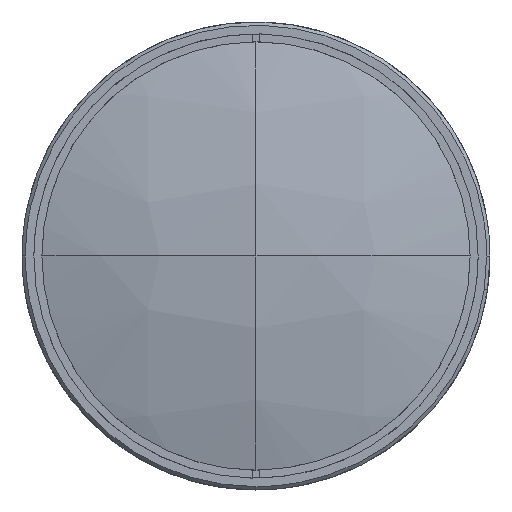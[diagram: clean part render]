
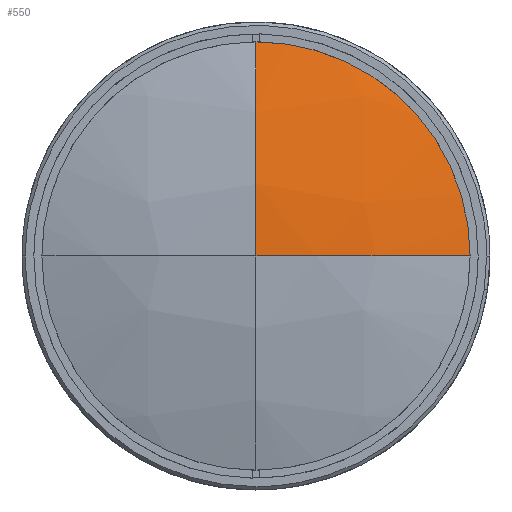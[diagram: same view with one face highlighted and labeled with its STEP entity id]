
A CAD part, left-side view. The second image highlights one B-rep face of the part: STEP entity #550.
In plain terms, the highlighted spherical face has radius 456.634 mm.
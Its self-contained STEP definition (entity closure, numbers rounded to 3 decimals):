
#550 = ADVANCED_FACE ( 'NONE', ( #8828 ), #19027, .F. ) ;
#2224 = CARTESIAN_POINT ( 'NONE',  ( 20.836, -16.768, 127.274 ) ) ;
#5147 = CARTESIAN_POINT ( 'NONE',  ( 20.836, -128.1, 0. ) ) ;
#5750 = CARTESIAN_POINT ( 'NONE',  ( 20.836, 0., 128.1 ) ) ;
#6236 = CARTESIAN_POINT ( 'NONE',  ( 459.134, 0., 0. ) ) ;
#6288 = DIRECTION ( 'NONE',  ( -1., 0., 0. ) ) ;
#6332 = CARTESIAN_POINT ( 'NONE',  ( 10.174, -86.125, 0. ) ) ;
#8286 = CARTESIAN_POINT ( 'NONE',  ( 20.836, -111.169, 64.197 ) ) ;
#8828 = FACE_OUTER_BOUND ( 'NONE', #14356, .T. ) ;
#9591 = DIRECTION ( 'NONE',  ( 0., 1., 0. ) ) ;
#11583 = ORIENTED_EDGE ( 'NONE', *, *, #13626, .F. ) ;
#13241 = AXIS2_PLACEMENT_3D ( 'NONE', #6236, #9591, #22106 ) ;
#13626 = EDGE_CURVE ( 'NONE', #32189, #34571, #25555, .T. ) ;
#13854 = CARTESIAN_POINT ( 'NONE',  ( 2.5, 0., 0. ) ) ;
#14356 = EDGE_LOOP ( 'NONE', ( #19723, #36664, #11583 ) ) ;
#14942 = CARTESIAN_POINT ( 'NONE',  ( 20.836, -78.14, 101.853 ) ) ;
#17480 = CARTESIAN_POINT ( 'NONE',  ( 20.836, -121.557, 41.276 ) ) ;
#17881 = CARTESIAN_POINT ( 'NONE',  ( 20.836, -124.003, 33.214 ) ) ;
#17956 = VERTEX_POINT ( 'NONE', #40979 ) ;
#18330 = AXIS2_PLACEMENT_3D ( 'NONE', #34498, #30955, #6288 ) ;
#19027 = SPHERICAL_SURFACE ( 'NONE', #18330, 456.634 ) ;
#19723 = ORIENTED_EDGE ( 'NONE', *, *, #38590, .T. ) ;
#21013 = CARTESIAN_POINT ( 'NONE',  ( 20.836, -101.853, 78.14 ) ) ;
#21657 = B_SPLINE_CURVE_WITH_KNOTS ( 'NONE', 3,
 ( #22210, #34958, #6332, #38720, #22625, #13854 ),
 .UNSPECIFIED., .F., .F.,
 ( 4, 2, 4 ),
 ( 0., 0.25, 0.5 ),
 .UNSPECIFIED. ) ;
#22106 = DIRECTION ( 'NONE',  ( -1., 0., 0. ) ) ;
#22210 = CARTESIAN_POINT ( 'NONE',  ( 20.836, -128.1, 0. ) ) ;
#22625 = CARTESIAN_POINT ( 'NONE',  ( 2.5, -21.64, 0. ) ) ;
#24955 = CARTESIAN_POINT ( 'NONE',  ( 20.836, -84.652, 96.509 ) ) ;
#25371 = CARTESIAN_POINT ( 'NONE',  ( 20.836, -41.276, 121.557 ) ) ;
#25555 = B_SPLINE_CURVE_WITH_KNOTS ( 'NONE', 3,
 ( #5147, #26888, #30412, #17881, #17480, #27290, #8286, #21013, #30623, #24955, #14942, #28305, #40426, #25371, #38132, #2224, #34166, #5750 ),
 .UNSPECIFIED., .F., .F.,
 ( 4, 2, 2, 2, 2, 2, 2, 2, 4 ),
 ( 0., 0.063, 0.125, 0.188, 0.25, 0.313, 0.375, 0.438, 0.5 ),
 .UNSPECIFIED. ) ;
#26035 = EDGE_CURVE ( 'NONE', #17956, #34571, #31226, .T. ) ;
#26888 = CARTESIAN_POINT ( 'NONE',  ( 20.836, -128.1, 8.384 ) ) ;
#27290 = CARTESIAN_POINT ( 'NONE',  ( 20.836, -115.141, 56.768 ) ) ;
#28305 = CARTESIAN_POINT ( 'NONE',  ( 20.836, -64.197, 111.169 ) ) ;
#30412 = CARTESIAN_POINT ( 'NONE',  ( 20.836, -127.274, 16.768 ) ) ;
#30623 = CARTESIAN_POINT ( 'NONE',  ( 20.836, -96.509, 84.652 ) ) ;
#30955 = DIRECTION ( 'NONE',  ( 0., -1., 0. ) ) ;
#31226 = CIRCLE ( 'NONE', #13241, 456.634 ) ;
#32189 = VERTEX_POINT ( 'NONE', #33918 ) ;
#33918 = CARTESIAN_POINT ( 'NONE',  ( 20.836, -128.1, 0. ) ) ;
#34038 = CARTESIAN_POINT ( 'NONE',  ( 20.836, 0., 128.1 ) ) ;
#34166 = CARTESIAN_POINT ( 'NONE',  ( 20.836, -8.384, 128.1 ) ) ;
#34498 = CARTESIAN_POINT ( 'NONE',  ( 459.134, 0., 0. ) ) ;
#34571 = VERTEX_POINT ( 'NONE', #34038 ) ;
#34958 = CARTESIAN_POINT ( 'NONE',  ( 14.765, -107.329, 0. ) ) ;
#36664 = ORIENTED_EDGE ( 'NONE', *, *, #26035, .T. ) ;
#38132 = CARTESIAN_POINT ( 'NONE',  ( 20.836, -33.214, 124.003 ) ) ;
#38590 = EDGE_CURVE ( 'NONE', #32189, #17956, #21657, .T. ) ;
#38720 = CARTESIAN_POINT ( 'NONE',  ( 4.041, -43.281, 0. ) ) ;
#40426 = CARTESIAN_POINT ( 'NONE',  ( 20.836, -56.768, 115.141 ) ) ;
#40979 = CARTESIAN_POINT ( 'NONE',  ( 2.5, 0., 0. ) ) ;
